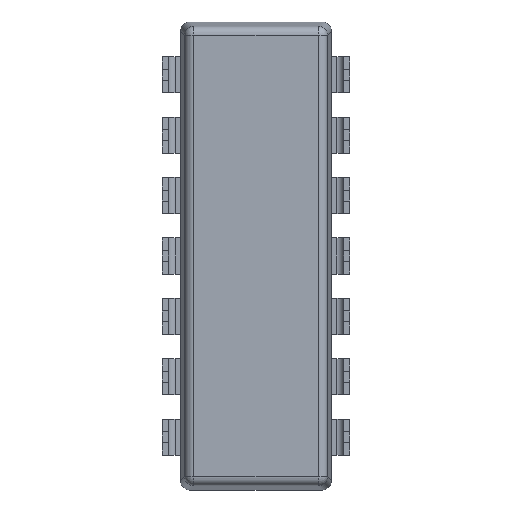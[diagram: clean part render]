
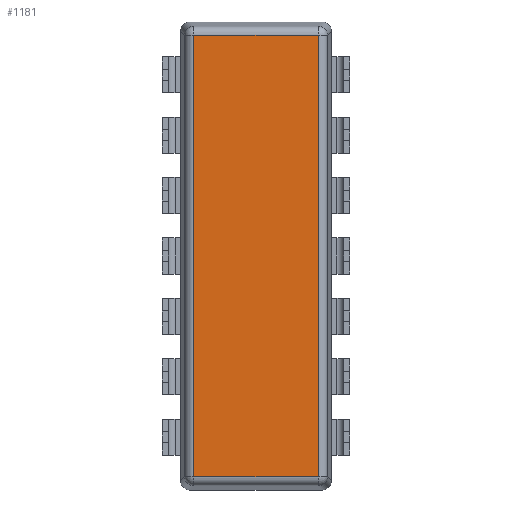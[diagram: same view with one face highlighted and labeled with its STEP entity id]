
A CAD part, front view. The second image highlights one B-rep face of the part: STEP entity #1181.
In plain terms, the highlighted planar face has unit normal (0, -1, 0).
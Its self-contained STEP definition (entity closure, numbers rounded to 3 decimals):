
#1136=VERTEX_POINT('',#1137);
#1137=CARTESIAN_POINT('',(2.62,-1.778,-9.287));
#1163=VERTEX_POINT('',#1164);
#1164=CARTESIAN_POINT('',(2.62,-1.778,9.287));
#1171=EDGE_CURVE('',#1163,#1136,#1172,.F.);
#1172=LINE('',#1173,#1174);
#1173=CARTESIAN_POINT('',(2.62,-1.778,-9.287));
#1174=VECTOR('',#1175,1.0);
#1175=DIRECTION('',(0.0,0.0,1.0));
#1181=ADVANCED_FACE('',(#1182),#1207,.T.);
#1182=FACE_BOUND('',#1183,.T.);
#1183=EDGE_LOOP('',(#1184,#1192,#1200,#1206));
#1184=ORIENTED_EDGE('',*,*,#1185,.T.);
#1185=EDGE_CURVE('',#1163,#1186,#1188,.T.);
#1186=VERTEX_POINT('',#1187);
#1187=CARTESIAN_POINT('',(-2.62,-1.778,9.287));
#1188=LINE('',#1189,#1190);
#1189=CARTESIAN_POINT('',(2.62,-1.778,9.287));
#1190=VECTOR('',#1191,1.0);
#1191=DIRECTION('',(-1.0,0.0,0.0));
#1192=ORIENTED_EDGE('',*,*,#1193,.T.);
#1193=EDGE_CURVE('',#1186,#1194,#1196,.T.);
#1194=VERTEX_POINT('',#1195);
#1195=CARTESIAN_POINT('',(-2.62,-1.778,-9.287));
#1196=LINE('',#1197,#1198);
#1197=CARTESIAN_POINT('',(-2.62,-1.778,9.287));
#1198=VECTOR('',#1199,1.0);
#1199=DIRECTION('',(0.0,0.0,-1.0));
#1200=ORIENTED_EDGE('',*,*,#1201,.T.);
#1201=EDGE_CURVE('',#1194,#1136,#1202,.T.);
#1202=LINE('',#1203,#1204);
#1203=CARTESIAN_POINT('',(-2.62,-1.778,-9.287));
#1204=VECTOR('',#1205,1.0);
#1205=DIRECTION('',(1.0,0.0,0.0));
#1206=ORIENTED_EDGE('',*,*,#1171,.F.);
#1207=PLANE('',#1208);
#1208=AXIS2_PLACEMENT_3D('',#1209,#1210,#1211);
#1209=CARTESIAN_POINT('',(0.0,-1.778,0.0));
#1210=DIRECTION('',(0.0,-1.0,0.0));
#1211=DIRECTION('',(-1.0,0.0,0.0));
